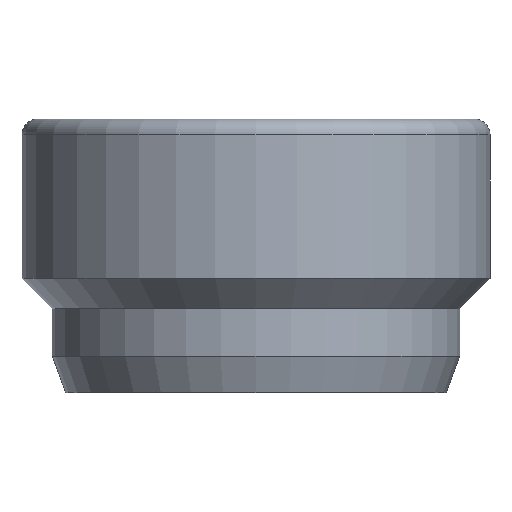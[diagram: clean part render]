
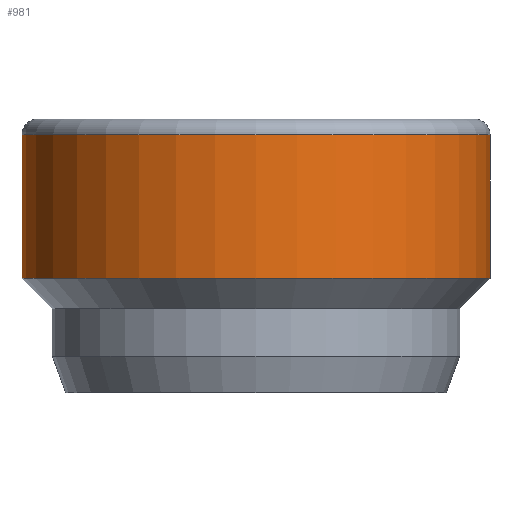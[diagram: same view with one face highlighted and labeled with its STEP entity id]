
A CAD part, front view. The second image highlights one B-rep face of the part: STEP entity #981.
In plain terms, the highlighted cylindrical face has radius 8.883 mm (diameter 17.765 mm), a partial arc.
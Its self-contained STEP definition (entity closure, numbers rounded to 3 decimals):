
#14 = AXIS2_PLACEMENT_3D ( 'NONE', #1500, #1704, #905 ) ;
#66 = EDGE_CURVE ( 'NONE', #541, #1844, #1233, .T. ) ;
#280 = FACE_OUTER_BOUND ( 'NONE', #1467, .T. ) ;
#294 = AXIS2_PLACEMENT_3D ( 'NONE', #1675, #660, #1511 ) ;
#423 = DIRECTION ( 'NONE',  ( -1., 0., 0. ) ) ;
#439 = CARTESIAN_POINT ( 'NONE',  ( 65.917, 45.5, 23.8 ) ) ;
#541 = VERTEX_POINT ( 'NONE', #970 ) ;
#580 = ORIENTED_EDGE ( 'NONE', *, *, #66, .F. ) ;
#653 = DIRECTION ( 'NONE',  ( 0., 0., 1. ) ) ;
#660 = DIRECTION ( 'NONE',  ( 0., 0., 1. ) ) ;
#718 = ORIENTED_EDGE ( 'NONE', *, *, #983, .F. ) ;
#737 = CARTESIAN_POINT ( 'NONE',  ( 83.683, 45.5, 23.75 ) ) ;
#786 = CIRCLE ( 'NONE', #14, 8.883 ) ;
#905 = DIRECTION ( 'NONE',  ( -1., 0., 0. ) ) ;
#919 = VERTEX_POINT ( 'NONE', #1897 ) ;
#970 = CARTESIAN_POINT ( 'NONE',  ( 65.917, 45.5, 23.75 ) ) ;
#981 = ADVANCED_FACE ( 'NONE', ( #280 ), #1134, .T. ) ;
#983 = EDGE_CURVE ( 'NONE', #1844, #919, #786, .T. ) ;
#987 = CARTESIAN_POINT ( 'NONE',  ( 74.8, 45.5, 23.75 ) ) ;
#1134 = CYLINDRICAL_SURFACE ( 'NONE', #294, 8.883 ) ;
#1233 = LINE ( 'NONE', #439, #1509 ) ;
#1347 = EDGE_CURVE ( 'NONE', #1753, #541, #2056, .T. ) ;
#1467 = EDGE_LOOP ( 'NONE', ( #2527, #2396, #718, #580 ) ) ;
#1500 = CARTESIAN_POINT ( 'NONE',  ( 74.8, 45.5, 29.2 ) ) ;
#1509 = VECTOR ( 'NONE', #653, 1000. ) ;
#1511 = DIRECTION ( 'NONE',  ( -1., 0., 0. ) ) ;
#1675 = CARTESIAN_POINT ( 'NONE',  ( 74.8, 45.5, 23.8 ) ) ;
#1704 = DIRECTION ( 'NONE',  ( 0., 0., 1. ) ) ;
#1753 = VERTEX_POINT ( 'NONE', #737 ) ;
#1844 = VERTEX_POINT ( 'NONE', #2431 ) ;
#1897 = CARTESIAN_POINT ( 'NONE',  ( 83.683, 45.5, 29.2 ) ) ;
#1979 = VECTOR ( 'NONE', #1986, 1000. ) ;
#1986 = DIRECTION ( 'NONE',  ( 0., 0., 1. ) ) ;
#2056 = CIRCLE ( 'NONE', #2545, 8.883 ) ;
#2202 = CARTESIAN_POINT ( 'NONE',  ( 83.683, 45.5, 23.8 ) ) ;
#2311 = EDGE_CURVE ( 'NONE', #1753, #919, #2532, .T. ) ;
#2396 = ORIENTED_EDGE ( 'NONE', *, *, #2311, .T. ) ;
#2431 = CARTESIAN_POINT ( 'NONE',  ( 65.917, 45.5, 29.2 ) ) ;
#2527 = ORIENTED_EDGE ( 'NONE', *, *, #1347, .F. ) ;
#2532 = LINE ( 'NONE', #2202, #1979 ) ;
#2545 = AXIS2_PLACEMENT_3D ( 'NONE', #987, #2595, #423 ) ;
#2595 = DIRECTION ( 'NONE',  ( 0., 0., -1. ) ) ;
